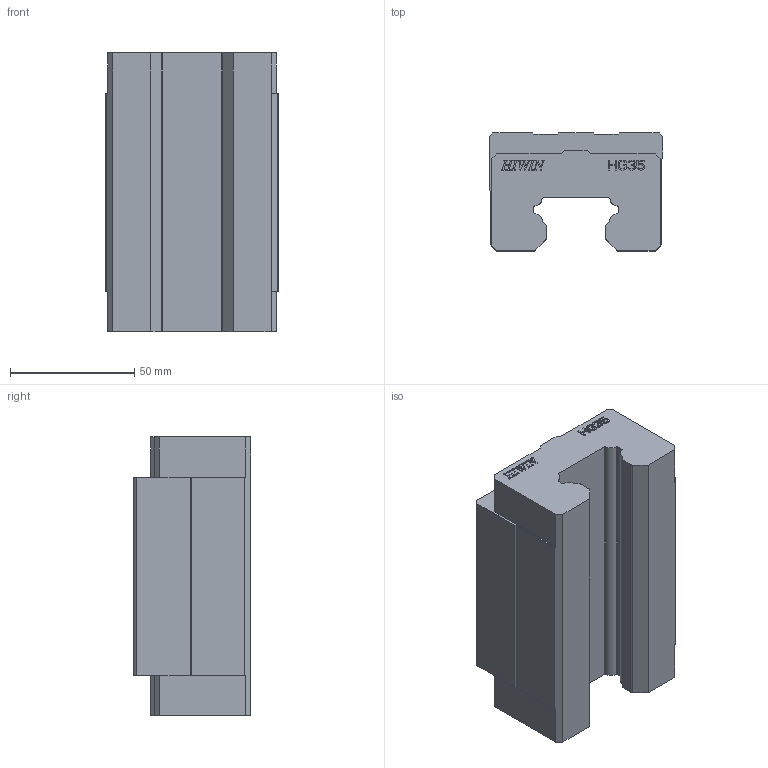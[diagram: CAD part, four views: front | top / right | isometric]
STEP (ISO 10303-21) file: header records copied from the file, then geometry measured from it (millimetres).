
FILE_DESCRIPTION (( 'STEP AP203' ), '1' );
FILE_NAME ('HGH35CA.STEP', '2007-01-11T08:45:14', ( 'HIWIN GmbH' ), ( '77654 Offenburg' ), 'SwSTEP 2.0', 'SolidWorks 2006104', '' );
FILE_SCHEMA (( 'CONFIG_CONTROL_DESIGN' ));
Length unit declared in the file: millimetre
Products named in the file (1): HGH35CA
Bounding box: 70 x 47.5 x 112.7 mm (x, y, z)
Volume: 278307 mm3; surface area: 37362 mm2
Topology: 1 solids, 1 shells, 373 faces, 1074 edges, 716 vertices
Faces by surface type: plane 297, bspline 60, cylinder 16
Entity records: 13313 total; most frequent: CARTESIAN_POINT 3820, ORIENTED_EDGE 2148, DIRECTION 1614, EDGE_CURVE 1074, LINE 922, VECTOR 922, VERTEX_POINT 716, EDGE_LOOP 386
